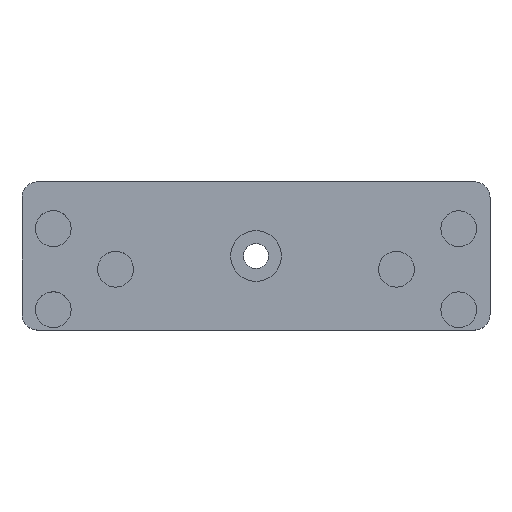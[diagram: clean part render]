
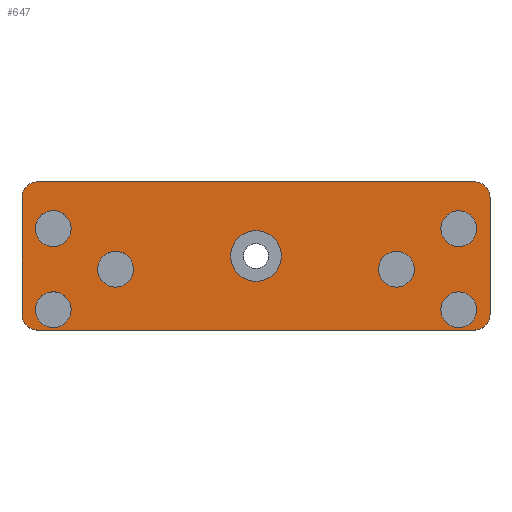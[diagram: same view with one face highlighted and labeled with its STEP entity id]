
A CAD part, top view. The second image highlights one B-rep face of the part: STEP entity #647.
In plain terms, the highlighted planar face has unit normal (0, 0, 1).
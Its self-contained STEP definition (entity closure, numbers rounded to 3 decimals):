
#16=FACE_BOUND('',#117,.T.);
#17=FACE_BOUND('',#118,.T.);
#18=FACE_BOUND('',#119,.T.);
#19=FACE_BOUND('',#120,.T.);
#20=FACE_BOUND('',#121,.T.);
#21=FACE_BOUND('',#122,.T.);
#22=FACE_BOUND('',#123,.T.);
#35=PLANE('',#727);
#72=FACE_OUTER_BOUND('',#116,.T.);
#116=EDGE_LOOP('',(#525,#526,#527,#528,#529,#530,#531,#532));
#117=EDGE_LOOP('',(#533));
#118=EDGE_LOOP('',(#534));
#119=EDGE_LOOP('',(#535));
#120=EDGE_LOOP('',(#536));
#121=EDGE_LOOP('',(#537));
#122=EDGE_LOOP('',(#538));
#123=EDGE_LOOP('',(#539));
#170=LINE('',#1113,#216);
#174=LINE('',#1125,#220);
#176=LINE('',#1132,#222);
#178=LINE('',#1138,#224);
#216=VECTOR('',#868,10.);
#220=VECTOR('',#882,10.);
#222=VECTOR('',#890,10.);
#224=VECTOR('',#896,10.);
#257=CIRCLE('',#722,2.);
#258=CIRCLE('',#725,2.);
#259=CIRCLE('',#728,2.);
#260=CIRCLE('',#729,2.);
#261=CIRCLE('',#730,2.3);
#262=CIRCLE('',#731,2.3);
#263=CIRCLE('',#732,2.3);
#264=CIRCLE('',#733,2.3);
#265=CIRCLE('',#734,2.3);
#266=CIRCLE('',#735,2.3);
#267=CIRCLE('',#736,3.25);
#308=VERTEX_POINT('',#1110);
#309=VERTEX_POINT('',#1112);
#311=VERTEX_POINT('',#1119);
#312=VERTEX_POINT('',#1123);
#313=VERTEX_POINT('',#1127);
#314=VERTEX_POINT('',#1131);
#315=VERTEX_POINT('',#1135);
#316=VERTEX_POINT('',#1137);
#317=VERTEX_POINT('',#1140);
#318=VERTEX_POINT('',#1142);
#319=VERTEX_POINT('',#1144);
#320=VERTEX_POINT('',#1146);
#321=VERTEX_POINT('',#1148);
#322=VERTEX_POINT('',#1150);
#323=VERTEX_POINT('',#1152);
#382=EDGE_CURVE('',#309,#308,#170,.T.);
#386=EDGE_CURVE('',#311,#308,#257,.T.);
#388=EDGE_CURVE('',#311,#312,#174,.T.);
#389=EDGE_CURVE('',#309,#313,#258,.T.);
#391=EDGE_CURVE('',#314,#313,#176,.T.);
#393=EDGE_CURVE('',#315,#312,#259,.T.);
#394=EDGE_CURVE('',#315,#316,#178,.T.);
#395=EDGE_CURVE('',#314,#316,#260,.T.);
#396=EDGE_CURVE('',#317,#317,#261,.T.);
#397=EDGE_CURVE('',#318,#318,#262,.T.);
#398=EDGE_CURVE('',#319,#319,#263,.T.);
#399=EDGE_CURVE('',#320,#320,#264,.T.);
#400=EDGE_CURVE('',#321,#321,#265,.T.);
#401=EDGE_CURVE('',#322,#322,#266,.T.);
#402=EDGE_CURVE('',#323,#323,#267,.T.);
#525=ORIENTED_EDGE('',*,*,#386,.F.);
#526=ORIENTED_EDGE('',*,*,#388,.T.);
#527=ORIENTED_EDGE('',*,*,#393,.F.);
#528=ORIENTED_EDGE('',*,*,#394,.T.);
#529=ORIENTED_EDGE('',*,*,#395,.F.);
#530=ORIENTED_EDGE('',*,*,#391,.T.);
#531=ORIENTED_EDGE('',*,*,#389,.F.);
#532=ORIENTED_EDGE('',*,*,#382,.T.);
#533=ORIENTED_EDGE('',*,*,#396,.T.);
#534=ORIENTED_EDGE('',*,*,#397,.T.);
#535=ORIENTED_EDGE('',*,*,#398,.T.);
#536=ORIENTED_EDGE('',*,*,#399,.T.);
#537=ORIENTED_EDGE('',*,*,#400,.T.);
#538=ORIENTED_EDGE('',*,*,#401,.T.);
#539=ORIENTED_EDGE('',*,*,#402,.T.);
#647=ADVANCED_FACE('',(#72,#16,#17,#18,#19,#20,#21,#22),#35,.T.);
#722=AXIS2_PLACEMENT_3D('',#1121,#877,#878);
#725=AXIS2_PLACEMENT_3D('',#1128,#885,#886);
#727=AXIS2_PLACEMENT_3D('',#1134,#892,#893);
#728=AXIS2_PLACEMENT_3D('',#1136,#894,#895);
#729=AXIS2_PLACEMENT_3D('',#1139,#897,#898);
#730=AXIS2_PLACEMENT_3D('',#1141,#899,#900);
#731=AXIS2_PLACEMENT_3D('',#1143,#901,#902);
#732=AXIS2_PLACEMENT_3D('',#1145,#903,#904);
#733=AXIS2_PLACEMENT_3D('',#1147,#905,#906);
#734=AXIS2_PLACEMENT_3D('',#1149,#907,#908);
#735=AXIS2_PLACEMENT_3D('',#1151,#909,#910);
#736=AXIS2_PLACEMENT_3D('',#1153,#911,#912);
#868=DIRECTION('',(0.,-1.,0.));
#877=DIRECTION('center_axis',(0.,0.,-1.));
#878=DIRECTION('ref_axis',(-0.707,-0.707,0.));
#882=DIRECTION('',(1.,0.,0.));
#885=DIRECTION('center_axis',(0.,0.,-1.));
#886=DIRECTION('ref_axis',(-0.707,0.707,0.));
#890=DIRECTION('',(-1.,0.,0.));
#892=DIRECTION('center_axis',(0.,0.,1.));
#893=DIRECTION('ref_axis',(1.,0.,0.));
#894=DIRECTION('center_axis',(0.,0.,-1.));
#895=DIRECTION('ref_axis',(0.707,-0.707,0.));
#896=DIRECTION('',(0.,1.,0.));
#897=DIRECTION('center_axis',(0.,0.,-1.));
#898=DIRECTION('ref_axis',(0.707,0.707,0.));
#899=DIRECTION('center_axis',(0.,0.,-1.));
#900=DIRECTION('ref_axis',(1.,0.,0.));
#901=DIRECTION('center_axis',(0.,0.,-1.));
#902=DIRECTION('ref_axis',(-1.,0.,0.));
#903=DIRECTION('center_axis',(0.,0.,-1.));
#904=DIRECTION('ref_axis',(1.,0.,0.));
#905=DIRECTION('center_axis',(0.,0.,-1.));
#906=DIRECTION('ref_axis',(-1.,0.,0.));
#907=DIRECTION('center_axis',(0.,0.,-1.));
#908=DIRECTION('ref_axis',(-1.,0.,0.));
#909=DIRECTION('center_axis',(0.,0.,-1.));
#910=DIRECTION('ref_axis',(1.,0.,0.));
#911=DIRECTION('center_axis',(0.,0.,-1.));
#912=DIRECTION('ref_axis',(1.,0.,0.));
#1110=CARTESIAN_POINT('',(0.,2.,5.));
#1112=CARTESIAN_POINT('',(0.,17.,5.));
#1113=CARTESIAN_POINT('',(0.,19.,5.));
#1119=CARTESIAN_POINT('',(2.,0.,5.));
#1121=CARTESIAN_POINT('Origin',(2.,2.,5.));
#1123=CARTESIAN_POINT('',(58.,0.,5.));
#1125=CARTESIAN_POINT('',(0.,0.,5.));
#1127=CARTESIAN_POINT('',(2.,19.,5.));
#1128=CARTESIAN_POINT('Origin',(2.,17.,5.));
#1131=CARTESIAN_POINT('',(58.,19.,5.));
#1132=CARTESIAN_POINT('',(60.,19.,5.));
#1134=CARTESIAN_POINT('Origin',(30.,9.5,5.));
#1135=CARTESIAN_POINT('',(60.,2.,5.));
#1136=CARTESIAN_POINT('Origin',(58.,2.,5.));
#1137=CARTESIAN_POINT('',(60.,17.,5.));
#1138=CARTESIAN_POINT('',(60.,0.,5.));
#1139=CARTESIAN_POINT('Origin',(58.,17.,5.));
#1140=CARTESIAN_POINT('',(9.7,7.809,5.));
#1141=CARTESIAN_POINT('Origin',(12.,7.809,5.));
#1142=CARTESIAN_POINT('',(50.3,7.8,5.));
#1143=CARTESIAN_POINT('Origin',(48.,7.8,5.));
#1144=CARTESIAN_POINT('',(1.7,13.009,5.));
#1145=CARTESIAN_POINT('Origin',(4.,13.009,5.));
#1146=CARTESIAN_POINT('',(58.3,13.,5.));
#1147=CARTESIAN_POINT('Origin',(56.,13.,5.));
#1148=CARTESIAN_POINT('',(58.3,2.6,5.));
#1149=CARTESIAN_POINT('Origin',(56.,2.6,5.));
#1150=CARTESIAN_POINT('',(1.7,2.609,5.));
#1151=CARTESIAN_POINT('Origin',(4.,2.609,5.));
#1152=CARTESIAN_POINT('',(26.75,9.5,5.));
#1153=CARTESIAN_POINT('Origin',(30.,9.5,5.));
